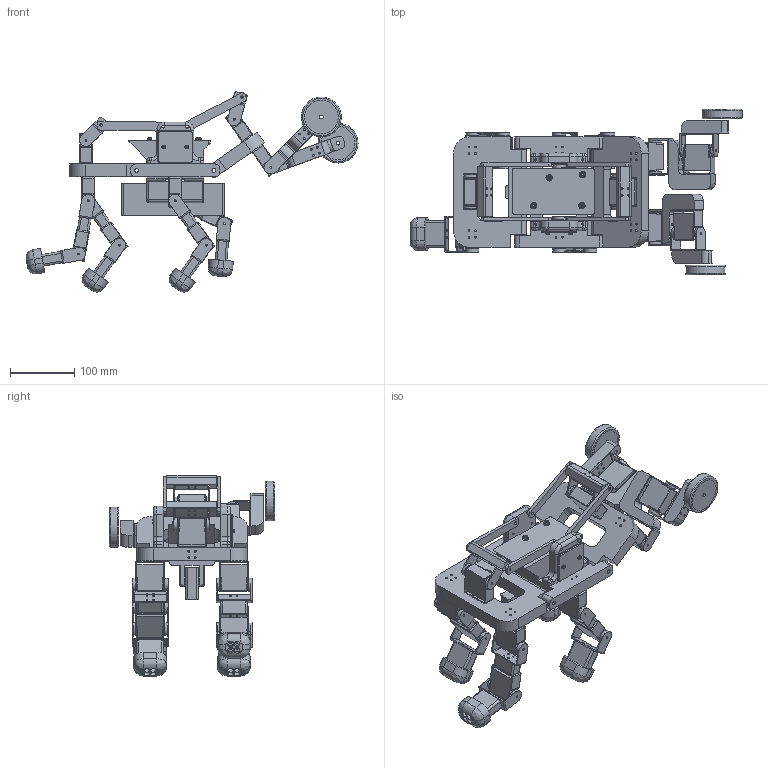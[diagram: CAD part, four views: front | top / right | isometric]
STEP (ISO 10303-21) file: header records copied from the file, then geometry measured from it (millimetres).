
FILE_DESCRIPTION(/* description */ (''),/* implementation_level */ '2;1');
FILE_NAME(/* name */ '5ea22496-8206-438c-a8d3-278e714d76ae.stp',/* time_stamp */ '2021-02-21T19:05:46+00:00',/* author */ (''),/* organization */ (''),/* preprocessor_version */ 'ST-DEVELOPER v18.1',/* originating_system */ 'Autodesk Translation Framework v9.10.0.1330',/* authorisation */ '');
FILE_SCHEMA (('AUTOMOTIVE_DESIGN { 1 0 10303 214 3 1 1 }'));
Products named in the file (1): MTV
Bounding box: 515.36 x 257 x 310.9 mm (x, y, z)
Volume: 2583648.7 mm3; surface area: 647493.2 mm2
Topology: 63 solids, 63 shells, 1914 faces, 4664 edges, 2902 vertices
Faces by surface type: cylinder 1008, plane 676, sphere 112, bspline 76, cone 22, torus 20
Full cylindrical faces by diameter (mm): 2.8 x254, 3 x42, 3.8 x4, 3.9 x6, 4.5 x8, 6 x12, 7 x4, 9 x16, 10 x8, 14 x28, 20 x28, 52 x8, 62 x2
Entity records: 58393 total; most frequent: CARTESIAN_POINT 10650, DIRECTION 10474, ORIENTED_EDGE 9320, EDGE_CURVE 4660, AXIS2_PLACEMENT_3D 4015, VERTEX_POINT 2902, EDGE_LOOP 2634, LINE 2444
